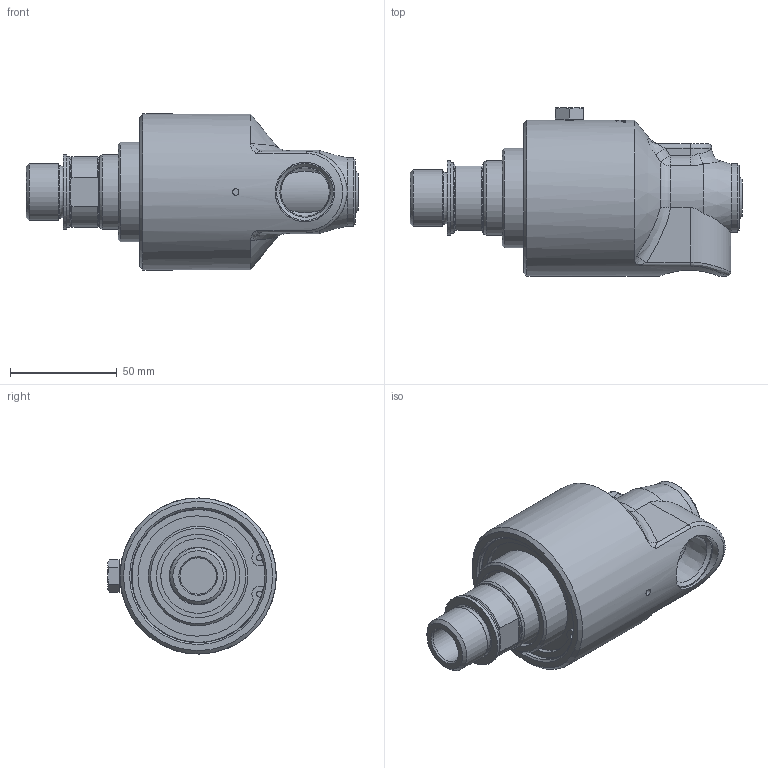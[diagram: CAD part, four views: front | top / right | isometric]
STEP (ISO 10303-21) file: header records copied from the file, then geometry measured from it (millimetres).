
FILE_DESCRIPTION(/* description */ (''),/* implementation_level */ '2;1');
FILE_NAME(/* name */ '257-049-124-IC.stp',/* time_stamp */ '2020-05-17T13:25:46-05:00',/* author */ ('Moorera'),/* organization */ (''),/* preprocessor_version */ 'ST-DEVELOPER v18.1',/* originating_system */ 'Autodesk Inventor 2020',/* authorisation */ '');
FILE_SCHEMA (('AUTOMOTIVE_DESIGN { 1 0 10303 214 3 1 1 }'));
Products named in the file (1): 257-049-124-IC
Bounding box: 155.3 x 78.72 x 73 mm (x, y, z)
Volume: 338403.2 mm3; surface area: 40342.5 mm2
Topology: 1 solids, 1 shells, 426 faces, 1116 edges, 739 vertices
Faces by surface type: bspline 171, plane 145, cylinder 67, cone 37, torus 4, sphere 2
Full cylindrical faces by diameter (mm): 2.794 x2, 3 x1, 8 x1, 11.7 x1, 17 x1, 22.631 x1, 26.441 x1, 27 x1, 27.8 x1, 32 x1, 33 x1, 34.9 x1, 34.93 x1, 38.9 x1, 46.5 x1, 62.5 x1, 73 x1
Entity records: 47446 total; most frequent: CARTESIAN_POINT 37464, ORIENTED_EDGE 2232, DIRECTION 1684, EDGE_CURVE 1116, VERTEX_POINT 739, AXIS2_PLACEMENT_3D 632, EDGE_LOOP 473, FACE_OUTER_BOUND 426
